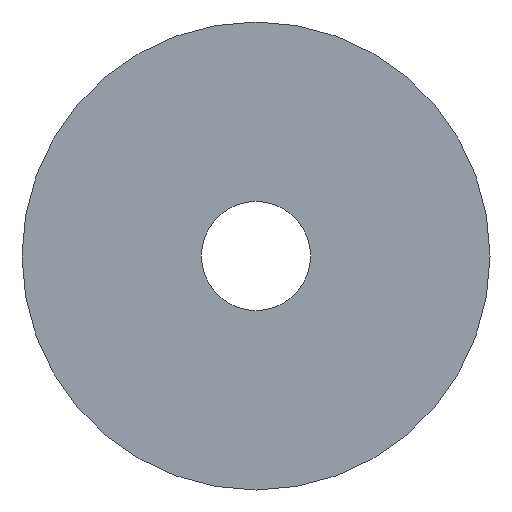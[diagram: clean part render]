
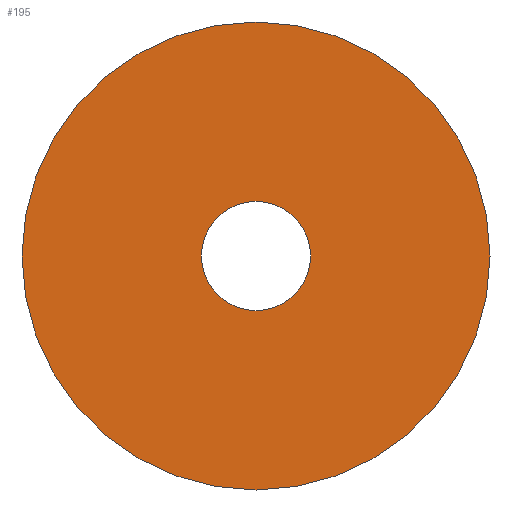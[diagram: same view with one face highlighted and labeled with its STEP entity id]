
A CAD part, left-side view. The second image highlights one B-rep face of the part: STEP entity #195.
In plain terms, the highlighted planar face has unit normal (-1, 0, 0).
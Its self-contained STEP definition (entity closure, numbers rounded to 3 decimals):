
#3 = AXIS2_PLACEMENT_3D ( 'NONE', #108, #98, #28 ) ;
#6 = EDGE_CURVE ( 'NONE', #89, #82, #101, .T. ) ;
#10 = EDGE_CURVE ( 'NONE', #39, #150, #166, .T. ) ;
#11 = CARTESIAN_POINT ( 'NONE',  ( 0., 0., 0. ) ) ;
#12 = DIRECTION ( 'NONE',  ( -1., 0., 0. ) ) ;
#28 = DIRECTION ( 'NONE',  ( 0., 0., 1. ) ) ;
#33 = DIRECTION ( 'NONE',  ( 0., 0., -1. ) ) ;
#35 = CARTESIAN_POINT ( 'NONE',  ( 0., 0., 0.7 ) ) ;
#37 = CIRCLE ( 'NONE', #77, 0.7 ) ;
#38 = EDGE_CURVE ( 'NONE', #150, #39, #37, .T. ) ;
#39 = VERTEX_POINT ( 'NONE', #35 ) ;
#51 = DIRECTION ( 'NONE',  ( -1., 0., 0. ) ) ;
#53 = DIRECTION ( 'NONE',  ( -1., 0., 0. ) ) ;
#60 = ORIENTED_EDGE ( 'NONE', *, *, #6, .T. ) ;
#62 = PLANE ( 'NONE',  #93 ) ;
#63 = DIRECTION ( 'NONE',  ( 0., 0., 1. ) ) ;
#66 = AXIS2_PLACEMENT_3D ( 'NONE', #181, #51, #88 ) ;
#71 = DIRECTION ( 'NONE',  ( 0., 0., 1. ) ) ;
#77 = AXIS2_PLACEMENT_3D ( 'NONE', #11, #12, #63 ) ;
#81 = CARTESIAN_POINT ( 'NONE',  ( 0., 3., 0. ) ) ;
#82 = VERTEX_POINT ( 'NONE', #109 ) ;
#83 = AXIS2_PLACEMENT_3D ( 'NONE', #117, #53, #71 ) ;
#88 = DIRECTION ( 'NONE',  ( 0., 0., 1. ) ) ;
#89 = VERTEX_POINT ( 'NONE', #142 ) ;
#90 = FACE_OUTER_BOUND ( 'NONE', #126, .T. ) ;
#93 = AXIS2_PLACEMENT_3D ( 'NONE', #81, #102, #33 ) ;
#95 = ORIENTED_EDGE ( 'NONE', *, *, #122, .T. ) ;
#98 = DIRECTION ( 'NONE',  ( -1., 0., 0. ) ) ;
#101 = CIRCLE ( 'NONE', #83, 3. ) ;
#102 = DIRECTION ( 'NONE',  ( 1., 0., 0. ) ) ;
#108 = CARTESIAN_POINT ( 'NONE',  ( 0., 0., 0. ) ) ;
#109 = CARTESIAN_POINT ( 'NONE',  ( 0., 0., 3. ) ) ;
#117 = CARTESIAN_POINT ( 'NONE',  ( 0., 0., 0. ) ) ;
#122 = EDGE_CURVE ( 'NONE', #82, #89, #154, .T. ) ;
#123 = FACE_BOUND ( 'NONE', #167, .T. ) ;
#125 = CARTESIAN_POINT ( 'NONE',  ( 0., 0., -0.7 ) ) ;
#126 = EDGE_LOOP ( 'NONE', ( #95, #60 ) ) ;
#137 = ORIENTED_EDGE ( 'NONE', *, *, #10, .F. ) ;
#142 = CARTESIAN_POINT ( 'NONE',  ( 0., 0., -3. ) ) ;
#150 = VERTEX_POINT ( 'NONE', #125 ) ;
#154 = CIRCLE ( 'NONE', #3, 3. ) ;
#162 = ORIENTED_EDGE ( 'NONE', *, *, #38, .F. ) ;
#166 = CIRCLE ( 'NONE', #66, 0.7 ) ;
#167 = EDGE_LOOP ( 'NONE', ( #137, #162 ) ) ;
#181 = CARTESIAN_POINT ( 'NONE',  ( 0., 0., 0. ) ) ;
#195 = ADVANCED_FACE ( 'NONE', ( #123, #90 ), #62, .F. ) ;
